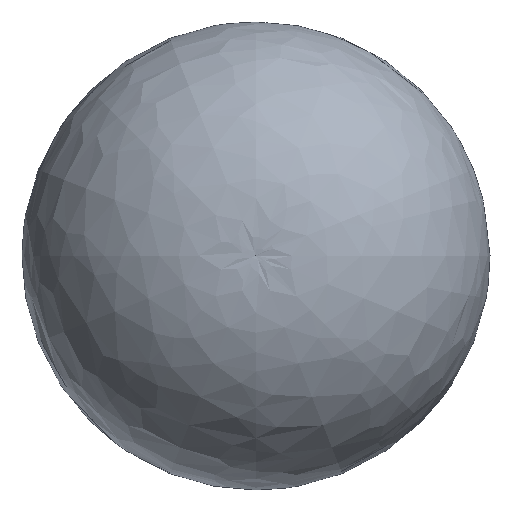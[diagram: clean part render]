
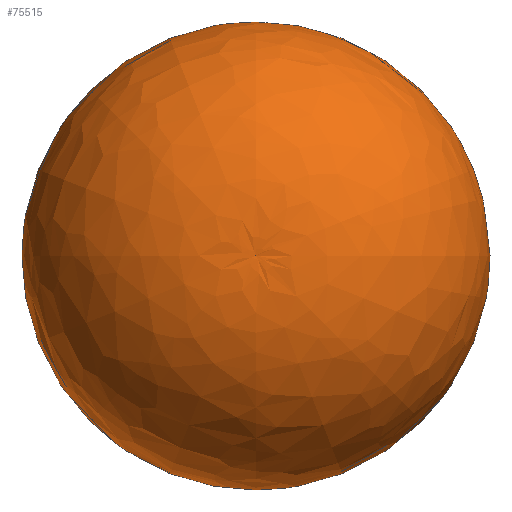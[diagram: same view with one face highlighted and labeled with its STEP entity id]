
A CAD part, top view. The second image highlights one B-rep face of the part: STEP entity #75515.
In plain terms, the highlighted free-form (B-spline) face has degree [2, 2] with [5, 9] control points.
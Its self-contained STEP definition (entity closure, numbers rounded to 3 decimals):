
#302=(
BOUNDED_SURFACE()
B_SPLINE_SURFACE(2,2,((#201685,#201686,#201687,#201688,#201689,#201690,
#201691,#201692,#201693),(#201694,#201695,#201696,#201697,#201698,#201699,
#201700,#201701,#201702),(#201703,#201704,#201705,#201706,#201707,#201708,
#201709,#201710,#201711),(#201712,#201713,#201714,#201715,#201716,#201717,
#201718,#201719,#201720),(#201721,#201722,#201723,#201724,#201725,#201726,
#201727,#201728,#201729)),.UNSPECIFIED.,.F.,.T.,.F.)
B_SPLINE_SURFACE_WITH_KNOTS((3,2,3),(3,2,2,2,3),(-1.678,-0.15,
1.379),(-3.142,-1.571,0.,1.571,
3.142),.UNSPECIFIED.)
GEOMETRIC_REPRESENTATION_ITEM()
RATIONAL_B_SPLINE_SURFACE(((1.,0.707,1.,0.707,1.,
0.707,1.,0.707,1.),(0.722,0.51,
0.722,0.51,0.722,0.51,
0.722,0.51,0.722),(1.,0.707,
1.,0.707,1.,0.707,1.,0.707,1.),(0.722,
0.51,0.722,0.51,0.722,0.51,
0.722,0.51,0.722),(1.,0.707,
1.,0.707,1.,0.707,1.,0.707,1.)))
REPRESENTATION_ITEM('')
SURFACE()
);
#13850=FACE_OUTER_BOUND('',#18765,.T.);
#18765=EDGE_LOOP('',(#65087,#65088,#65089));
#23209=CIRCLE('',#83806,513.397);
#23210=CIRCLE('',#83807,1721.076);
#32926=VERTEX_POINT('',#201682);
#32927=VERTEX_POINT('',#201730);
#43649=EDGE_CURVE('',#32926,#32926,#23209,.T.);
#43650=EDGE_CURVE('',#32926,#32927,#23210,.T.);
#65087=ORIENTED_EDGE('',*,*,#43649,.F.);
#65088=ORIENTED_EDGE('',*,*,#43650,.T.);
#65089=ORIENTED_EDGE('',*,*,#43650,.F.);
#75515=ADVANCED_FACE('',(#13850),#302,.F.);
#83806=AXIS2_PLACEMENT_3D('',#201684,#102009,#102010);
#83807=AXIS2_PLACEMENT_3D('',#201731,#102011,#102012);
#102009=DIRECTION('center_axis',(-1.,0.,0.));
#102010=DIRECTION('ref_axis',(0.,0.,1.));
#102011=DIRECTION('center_axis',(0.,-1.,0.));
#102012=DIRECTION('ref_axis',(0.,0.,
-1.));
#201682=CARTESIAN_POINT('',(-1689.455,185.,-513.397));
#201684=CARTESIAN_POINT('Origin',(-1689.455,185.,0.));
#201685=CARTESIAN_POINT('Ctrl Pts',(1711.104,185.,0.));
#201686=CARTESIAN_POINT('Ctrl Pts',(1711.104,185.,0.));
#201687=CARTESIAN_POINT('Ctrl Pts',(1711.104,185.,0.));
#201688=CARTESIAN_POINT('Ctrl Pts',(1711.104,185.,0.));
#201689=CARTESIAN_POINT('Ctrl Pts',(1711.104,185.,0.));
#201690=CARTESIAN_POINT('Ctrl Pts',(1711.104,185.,0.));
#201691=CARTESIAN_POINT('Ctrl Pts',(1711.104,185.,0.));
#201692=CARTESIAN_POINT('Ctrl Pts',(1711.104,185.,0.));
#201693=CARTESIAN_POINT('Ctrl Pts',(1711.104,185.,0.));
#201694=CARTESIAN_POINT('Ctrl Pts',(1888.467,185.,-1640.47));
#201695=CARTESIAN_POINT('Ctrl Pts',(1888.467,-1455.47,
-1640.47));
#201696=CARTESIAN_POINT('Ctrl Pts',(1888.467,-1455.47,
0.));
#201697=CARTESIAN_POINT('Ctrl Pts',(1888.467,-1455.47,
1640.47));
#201698=CARTESIAN_POINT('Ctrl Pts',(1888.467,185.,1640.47));
#201699=CARTESIAN_POINT('Ctrl Pts',(1888.467,1825.47,1640.47));
#201700=CARTESIAN_POINT('Ctrl Pts',(1888.467,1825.47,0.));
#201701=CARTESIAN_POINT('Ctrl Pts',(1888.467,1825.47,-1640.47));
#201702=CARTESIAN_POINT('Ctrl Pts',(1888.467,185.,-1640.47));
#201703=CARTESIAN_POINT('Ctrl Pts',(256.927,185.,-1886.791));
#201704=CARTESIAN_POINT('Ctrl Pts',(256.927,-1701.791,
-1886.791));
#201705=CARTESIAN_POINT('Ctrl Pts',(256.927,-1701.791,
0.));
#201706=CARTESIAN_POINT('Ctrl Pts',(256.927,-1701.791,
1886.791));
#201707=CARTESIAN_POINT('Ctrl Pts',(256.927,185.,1886.791));
#201708=CARTESIAN_POINT('Ctrl Pts',(256.927,2071.791,1886.791));
#201709=CARTESIAN_POINT('Ctrl Pts',(256.927,2071.791,0.));
#201710=CARTESIAN_POINT('Ctrl Pts',(256.927,2071.791,-1886.791));
#201711=CARTESIAN_POINT('Ctrl Pts',(256.927,185.,-1886.791));
#201712=CARTESIAN_POINT('Ctrl Pts',(-1374.614,185.,
-2133.111));
#201713=CARTESIAN_POINT('Ctrl Pts',(-1374.614,-1948.111,
-2133.111));
#201714=CARTESIAN_POINT('Ctrl Pts',(-1374.614,-1948.111,
0.));
#201715=CARTESIAN_POINT('Ctrl Pts',(-1374.614,-1948.111,
2133.111));
#201716=CARTESIAN_POINT('Ctrl Pts',(-1374.614,185.,
2133.111));
#201717=CARTESIAN_POINT('Ctrl Pts',(-1374.614,2318.111,2133.111));
#201718=CARTESIAN_POINT('Ctrl Pts',(-1374.614,2318.111,0.));
#201719=CARTESIAN_POINT('Ctrl Pts',(-1374.614,2318.111,-2133.111));
#201720=CARTESIAN_POINT('Ctrl Pts',(-1374.614,185.,
-2133.111));
#201721=CARTESIAN_POINT('Ctrl Pts',(-1689.455,185.,
-513.397));
#201722=CARTESIAN_POINT('Ctrl Pts',(-1689.455,-328.397,
-513.397));
#201723=CARTESIAN_POINT('Ctrl Pts',(-1689.455,-328.397,
0.));
#201724=CARTESIAN_POINT('Ctrl Pts',(-1689.455,-328.397,
513.397));
#201725=CARTESIAN_POINT('Ctrl Pts',(-1689.455,185.,
513.397));
#201726=CARTESIAN_POINT('Ctrl Pts',(-1689.455,698.397,
513.397));
#201727=CARTESIAN_POINT('Ctrl Pts',(-1689.455,698.397,
0.));
#201728=CARTESIAN_POINT('Ctrl Pts',(-1689.455,698.397,
-513.397));
#201729=CARTESIAN_POINT('Ctrl Pts',(-1689.455,185.,
-513.397));
#201730=CARTESIAN_POINT('',(1711.104,185.,0.));
#201731=CARTESIAN_POINT('Origin',(0.,185.,-185.));
